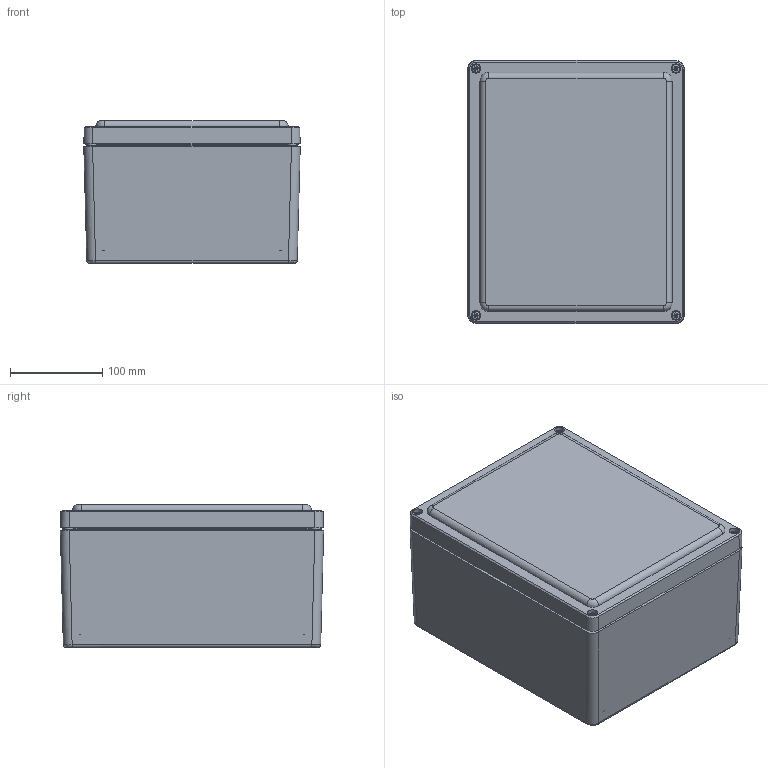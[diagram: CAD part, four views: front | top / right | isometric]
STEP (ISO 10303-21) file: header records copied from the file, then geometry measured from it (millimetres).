
FILE_DESCRIPTION (( 'STEP AP214' ), '1' );
FILE_NAME ('CE1109W.STEP', '2018-11-08T21:49:06', ( '' ), ( '' ), 'SwSTEP 2.0', 'SolidWorks 2018', '' );
FILE_SCHEMA (( 'AUTOMOTIVE_DESIGN' ));
Length unit declared in the file: inch
Products named in the file (1): CE1109W
Bounding box: 234.46 x 285.26 x 154.79 mm (x, y, z)
Volume: 1365955.4 mm3; surface area: 622798.8 mm2
Topology: 23 solids, 23 shells, 1101 faces, 2735 edges, 1670 vertices
Faces by surface type: plane 437, cylinder 296, bspline 200, cone 156, torus 12
Full cylindrical faces by diameter (mm): 3.683 x4, 3.962 x4, 3.969 x4, 4.826 x4, 4.86 x4, 5.556 x4, 5.842 x4, 7.112 x4, 7.144 x16, 7.937 x2, 7.938 x2, 9.24 x4, 9.525 x4, 10.319 x4, 13.494 x8
Entity records: 56386 total; most frequent: CARTESIAN_POINT 17629, ORIENTED_EDGE 5146, DIRECTION 4659, EDGE_CURVE 2573, AXIS2_PLACEMENT_3D 1690, VERTEX_POINT 1646, LINE 1279, VECTOR 1279
